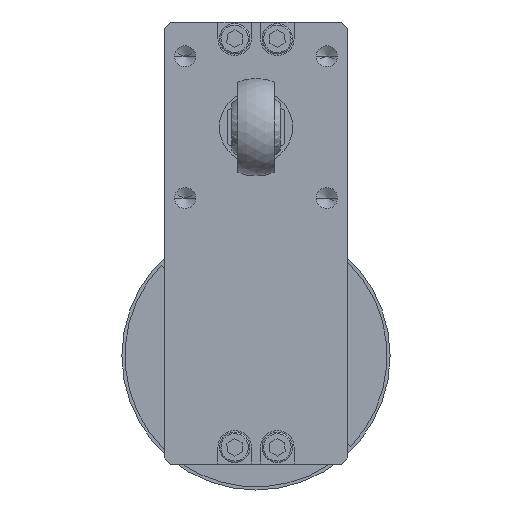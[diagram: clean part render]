
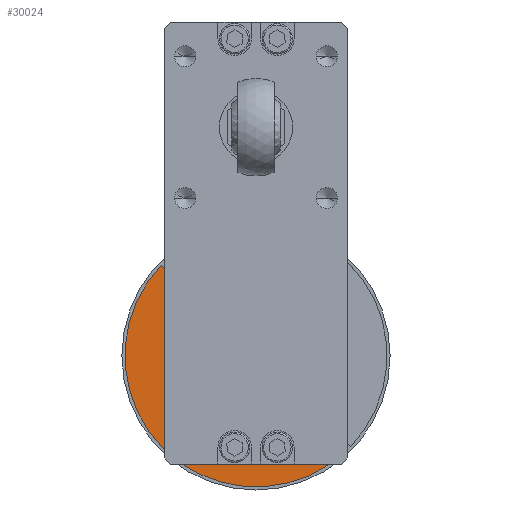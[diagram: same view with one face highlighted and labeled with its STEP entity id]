
A CAD part, left-side view. The second image highlights one B-rep face of the part: STEP entity #30024.
In plain terms, the highlighted face is planar.
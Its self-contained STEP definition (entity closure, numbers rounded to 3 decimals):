
#25346=CARTESIAN_POINT('',(6.8,-92.,-33.7));
#25347=VERTEX_POINT('',#25346);
#25356=CARTESIAN_POINT('',(6.8,-92.0,-28.7));
#25357=VERTEX_POINT('',#25356);
#25358=CARTESIAN_POINT('',(6.8,-92.0,-31.2));
#25359=DIRECTION('',(0.0,1.0,0.0));
#25360=DIRECTION('',(0.0,0.0,-1.0));
#25361=AXIS2_PLACEMENT_3D('',#25358,#25359,#25360);
#25362=CIRCLE('',#25361,2.5);
#25363=EDGE_CURVE('',#25357,#25347,#25362,.T.);
#27508=CARTESIAN_POINT('',(26.493,-92.,-27.907));
#27509=VERTEX_POINT('',#27508);
#27516=CARTESIAN_POINT('',(29.69,-92.,-31.104));
#27517=VERTEX_POINT('',#27516);
#27518=CARTESIAN_POINT('',(29.69,-92.,-31.104));
#27519=DIRECTION('',(-0.707,0.,0.707));
#27520=VECTOR('',#27519,4.522);
#27521=LINE('',#27518,#27520);
#27522=EDGE_CURVE('',#27517,#27509,#27521,.T.);
#28885=CARTESIAN_POINT('',(-31.104,-92.,29.69));
#28886=VERTEX_POINT('',#28885);
#28893=CARTESIAN_POINT('',(-27.907,-92.0,26.493));
#28894=VERTEX_POINT('',#28893);
#28895=CARTESIAN_POINT('',(-27.907,-92.0,26.493));
#28896=DIRECTION('',(-0.707,0.,0.707));
#28897=VECTOR('',#28896,4.522);
#28898=LINE('',#28895,#28897);
#28899=EDGE_CURVE('',#28894,#28886,#28898,.T.);
#29645=CARTESIAN_POINT('',(-25.2,-92.,-28.2));
#29646=VERTEX_POINT('',#29645);
#29653=CARTESIAN_POINT('',(25.2,-92.,-28.2));
#29654=VERTEX_POINT('',#29653);
#29655=CARTESIAN_POINT('',(25.2,-92.,-28.2));
#29656=DIRECTION('',(-1.0,0.0,0.0));
#29657=VECTOR('',#29656,50.4);
#29658=LINE('',#29655,#29657);
#29659=EDGE_CURVE('',#29654,#29646,#29658,.T.);
#29739=CARTESIAN_POINT('',(-28.2,-92.0,25.2));
#29740=VERTEX_POINT('',#29739);
#29747=CARTESIAN_POINT('',(-28.2,-92.,-25.2));
#29748=VERTEX_POINT('',#29747);
#29749=CARTESIAN_POINT('',(-28.2,-92.,-25.2));
#29750=DIRECTION('',(0.0,0.0,1.0));
#29751=VECTOR('',#29750,50.4);
#29752=LINE('',#29749,#29751);
#29753=EDGE_CURVE('',#29748,#29740,#29752,.T.);
#29820=CARTESIAN_POINT('',(6.8,-92.0,-31.2));
#29821=DIRECTION('',(0.0,1.0,0.0));
#29822=DIRECTION('',(0.0,0.0,-1.0));
#29823=AXIS2_PLACEMENT_3D('',#29820,#29821,#29822);
#29824=CIRCLE('',#29823,2.5);
#29825=EDGE_CURVE('',#25347,#25357,#29824,.T.);
#29854=CARTESIAN_POINT('',(-25.2,-92.0,-25.2));
#29855=DIRECTION('',(0.0,1.0,0.0));
#29856=DIRECTION('',(1.0,0.0,0.0));
#29857=AXIS2_PLACEMENT_3D('',#29854,#29855,#29856);
#29858=CIRCLE('',#29857,3.0);
#29859=EDGE_CURVE('',#29646,#29748,#29858,.T.);
#29965=CARTESIAN_POINT('',(0.0,-92.,0.));
#29966=DIRECTION('',(0.0,-1.0,0.0));
#29967=DIRECTION('',(0.0,0.0,1.0));
#29968=AXIS2_PLACEMENT_3D('',#29965,#29966,#29967);
#29969=CIRCLE('',#29968,43.);
#29970=EDGE_CURVE('',#28886,#27517,#29969,.T.);
#29993=CARTESIAN_POINT('',(0.0,-92.0,35.6));
#29994=DIRECTION('',(0.0,-1.0,0.0));
#29995=DIRECTION('',(0.0,0.0,-1.0));
#29996=AXIS2_PLACEMENT_3D('',#29993,#29994,#29995);
#29997=PLANE('',#29996);
#29998=ORIENTED_EDGE('',*,*,#28899,.T.);
#29999=ORIENTED_EDGE('',*,*,#29970,.T.);
#30000=ORIENTED_EDGE('',*,*,#27522,.T.);
#30001=CARTESIAN_POINT('',(25.2,-92.0,-25.2));
#30002=DIRECTION('',(0.0,1.0,0.0));
#30003=DIRECTION('',(1.0,0.0,0.0));
#30004=AXIS2_PLACEMENT_3D('',#30001,#30002,#30003);
#30005=CIRCLE('',#30004,3.0);
#30006=EDGE_CURVE('',#27509,#29654,#30005,.T.);
#30007=ORIENTED_EDGE('',*,*,#30006,.T.);
#30008=ORIENTED_EDGE('',*,*,#29659,.T.);
#30009=ORIENTED_EDGE('',*,*,#29859,.T.);
#30010=ORIENTED_EDGE('',*,*,#29753,.T.);
#30011=CARTESIAN_POINT('',(-25.2,-92.0,25.2));
#30012=DIRECTION('',(0.0,1.0,0.0));
#30013=DIRECTION('',(1.0,0.0,0.0));
#30014=AXIS2_PLACEMENT_3D('',#30011,#30012,#30013);
#30015=CIRCLE('',#30014,3.0);
#30016=EDGE_CURVE('',#29740,#28894,#30015,.T.);
#30017=ORIENTED_EDGE('',*,*,#30016,.T.);
#30018=EDGE_LOOP('',(#29998,#29999,#30000,#30007,#30008,#30009,#30010,#30017));
#30019=FACE_OUTER_BOUND('',#30018,.T.);
#30020=ORIENTED_EDGE('',*,*,#29825,.T.);
#30021=ORIENTED_EDGE('',*,*,#25363,.T.);
#30022=EDGE_LOOP('',(#30020,#30021));
#30023=FACE_BOUND('',#30022,.T.);
#30024=ADVANCED_FACE('',(#30019,#30023),#29997,.T.);
